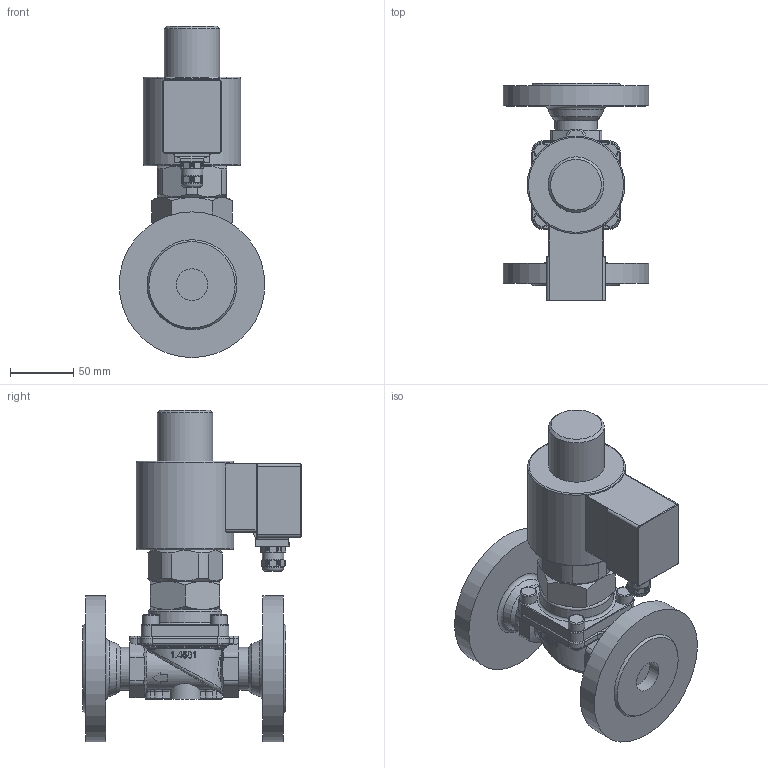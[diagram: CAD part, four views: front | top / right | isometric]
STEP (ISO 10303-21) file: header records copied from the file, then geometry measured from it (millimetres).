
FILE_DESCRIPTION(/* description */ ('3D-Modell'),/* implementation_level */ '2;1');
FILE_NAME(/* name */ '037.000876_A3703-0804-.248-NO.stp',/* time_stamp */ '2023-08-02T10:12:32+02:00',/* author */ ('EToews'),/* organization */ (''),/* preprocessor_version */ 'ST-DEVELOPER v16.1',/* originating_system */ 'Autodesk Inventor 2016',/* authorisation */ '');
FILE_SCHEMA (('AUTOMOTIVE_DESIGN { 1 0 10303 214 3 1 1 }'));
Length unit declared in the file: millimetre
Products named in the file (1): 88-006033
Bounding box: 115 x 172 x 261.3 mm (x, y, z)
Volume: 1287327.7 mm3; surface area: 139364.2 mm2
Topology: 2 solids, 2 shells, 528 faces, 1334 edges, 839 vertices
Faces by surface type: plane 197, cylinder 168, torus 65, cone 61, bspline 37
Full cylindrical faces by diameter (mm): 8 x4, 13 x4, 17 x2, 25 x2, 33.7 x2, 44 x1, 58 x1, 77 x1, 115 x2
Entity records: 18979 total; most frequent: CARTESIAN_POINT 6731, ORIENTED_EDGE 2538, DIRECTION 2279, EDGE_CURVE 1268, AXIS2_PLACEMENT_3D 921, VERTEX_POINT 822, EDGE_LOOP 607, FACE_OUTER_BOUND 528
